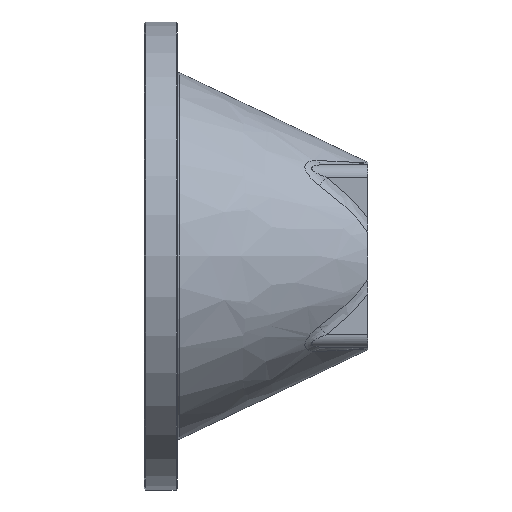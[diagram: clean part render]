
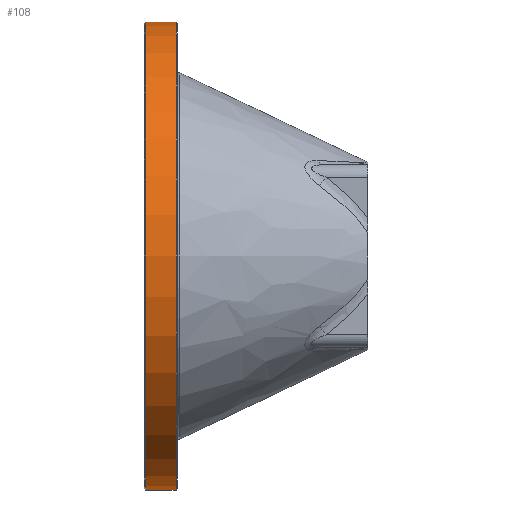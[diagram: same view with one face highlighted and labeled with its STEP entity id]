
A CAD part, front view. The second image highlights one B-rep face of the part: STEP entity #108.
In plain terms, the highlighted cylindrical face has radius 150 mm (diameter 300 mm), a full revolution.
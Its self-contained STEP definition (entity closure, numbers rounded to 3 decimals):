
#30=CARTESIAN_POINT('',(383.36,-110.955,0.0));
#31=VERTEX_POINT('',#30);
#38=CARTESIAN_POINT('',(383.36,-410.955,0.0));
#39=VERTEX_POINT('',#38);
#40=CARTESIAN_POINT('',(383.36,-260.955,0.0));
#41=DIRECTION('',(1.0,0.,0.0));
#42=DIRECTION('',(0.,1.0,0.0));
#43=AXIS2_PLACEMENT_3D('',#40,#41,#42);
#44=CIRCLE('',#43,150.);
#45=EDGE_CURVE('',#31,#39,#44,.T.);
#47=CARTESIAN_POINT('',(383.36,-260.955,0.0));
#48=DIRECTION('',(1.0,0.,0.0));
#49=DIRECTION('',(0.,1.0,0.0));
#50=AXIS2_PLACEMENT_3D('',#47,#48,#49);
#51=CIRCLE('',#50,150.);
#52=EDGE_CURVE('',#39,#31,#51,.T.);
#74=CARTESIAN_POINT('',(383.36,-260.955,0.0));
#75=DIRECTION('',(1.0,0.,0.0));
#76=DIRECTION('',(0.,1.0,0.0));
#77=AXIS2_PLACEMENT_3D('',#74,#75,#76);
#78=CYLINDRICAL_SURFACE('',#77,150.);
#79=CARTESIAN_POINT('',(363.86,-110.955,0.0));
#80=VERTEX_POINT('',#79);
#81=CARTESIAN_POINT('',(383.36,-110.955,0.0));
#82=DIRECTION('',(-1.0,0.0,0.0));
#83=VECTOR('',#82,19.5);
#84=LINE('',#81,#83);
#85=EDGE_CURVE('',#31,#80,#84,.T.);
#86=ORIENTED_EDGE('',*,*,#85,.T.);
#87=CARTESIAN_POINT('',(363.86,-410.955,0.0));
#88=VERTEX_POINT('',#87);
#89=CARTESIAN_POINT('',(363.86,-260.955,0.0));
#90=DIRECTION('',(1.0,0.,0.0));
#91=DIRECTION('',(0.,1.0,0.0));
#92=AXIS2_PLACEMENT_3D('',#89,#90,#91);
#93=CIRCLE('',#92,150.);
#94=EDGE_CURVE('',#80,#88,#93,.T.);
#95=ORIENTED_EDGE('',*,*,#94,.T.);
#96=CARTESIAN_POINT('',(363.86,-260.955,0.0));
#97=DIRECTION('',(1.0,0.,0.0));
#98=DIRECTION('',(0.,1.0,0.0));
#99=AXIS2_PLACEMENT_3D('',#96,#97,#98);
#100=CIRCLE('',#99,150.);
#101=EDGE_CURVE('',#88,#80,#100,.T.);
#102=ORIENTED_EDGE('',*,*,#101,.T.);
#103=ORIENTED_EDGE('',*,*,#85,.F.);
#104=ORIENTED_EDGE('',*,*,#52,.F.);
#105=ORIENTED_EDGE('',*,*,#45,.F.);
#106=EDGE_LOOP('',(#86,#95,#102,#103,#104,#105));
#107=FACE_OUTER_BOUND('',#106,.T.);
#108=ADVANCED_FACE('',(#107),#78,.T.);
